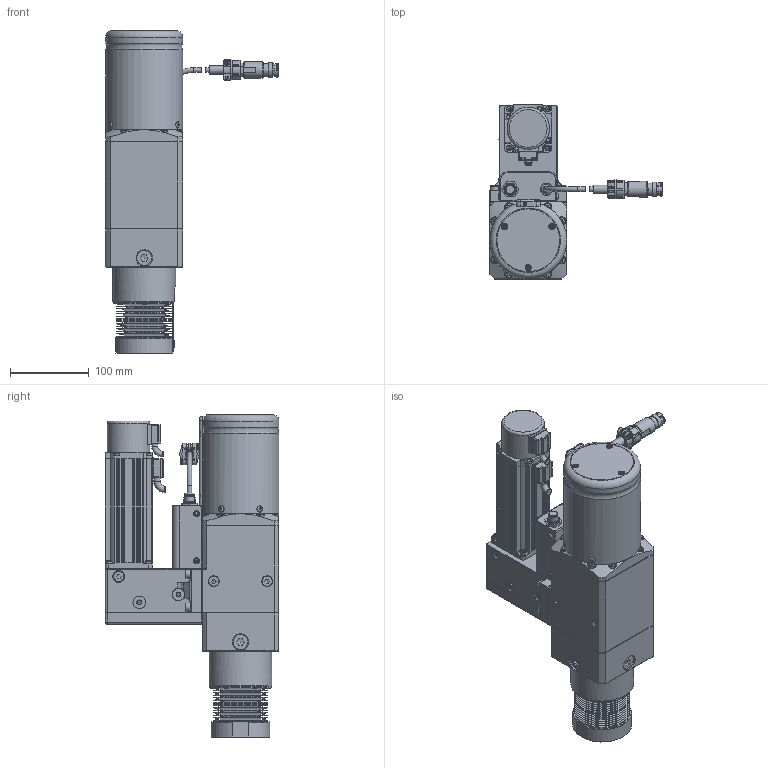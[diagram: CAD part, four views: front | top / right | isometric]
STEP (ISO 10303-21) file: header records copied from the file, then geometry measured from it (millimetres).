
FILE_DESCRIPTION(/* description */ (''),/* implementation_level */ '2;1');
FILE_NAME(/* name */ 'DPL-101R3-20FB(DS-P089)_OUTLINE_20210830.stp',/* time_stamp */ '2021-08-30T11:26:00+09:00',/* author */ ('inoue_z2'),/* organization */ (''),/* preprocessor_version */ 'ST-DEVELOPER v18.1',/* originating_system */ 'Autodesk Inventor 2021',/* authorisation */ '');
FILE_SCHEMA (('AUTOMOTIVE_DESIGN { 1 0 10303 214 3 1 1 }'));
Products named in the file (1): DPL-101R3-20FB(DS-P089)_Shrinkwrap_1
Bounding box: 219.62 x 221.5 x 411.2 mm (x, y, z)
Volume: 4439379.4 mm3; surface area: 437210.2 mm2
Topology: 16 solids, 45 shells, 2931 faces, 7675 edges, 4967 vertices
Faces by surface type: plane 1728, cylinder 606, bspline 254, cone 225, torus 69, sphere 49
Full cylindrical faces by diameter (mm): 1 x7, 1.1 x7, 1.2 x4, 1.4 x4, 1.55 x7, 2.5 x2, 2.8 x2, 3 x1, 3.3 x3, 4 x8, 4.3 x4, 4.5 x4, 5 x14, 5.5 x11, 6 x3, 7 x5, 7.3 x2, 7.6 x2, 8 x13, 8.25 x2, 8.5 x8, 9 x4, 10 x19, 10.3 x1, 10.6 x1, 10.7 x1, 10.85 x1, 11 x15, 12 x1, 12.2 x1
Entity records: 101073 total; most frequent: CARTESIAN_POINT 30121, ORIENTED_EDGE 15147, DIRECTION 14202, EDGE_CURVE 7581, AXIS2_PLACEMENT_3D 4990, VERTEX_POINT 4968, LINE 4222, VECTOR 4222
